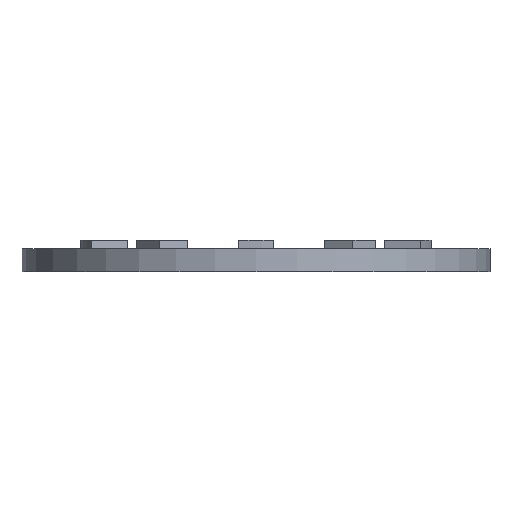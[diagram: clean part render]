
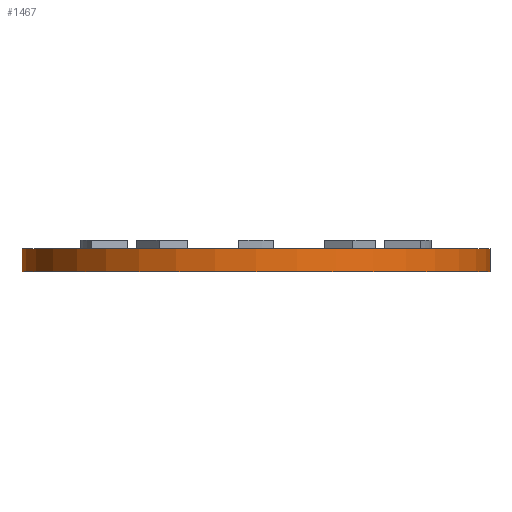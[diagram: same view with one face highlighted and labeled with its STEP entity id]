
A CAD part, front view. The second image highlights one B-rep face of the part: STEP entity #1467.
In plain terms, the highlighted cylindrical face has radius 86 mm (diameter 172 mm), a partial arc.
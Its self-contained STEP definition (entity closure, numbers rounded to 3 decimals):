
#29 = VERTEX_POINT ( 'NONE', #1122 ) ;
#42 = LINE ( 'NONE', #386, #1278 ) ;
#82 = CARTESIAN_POINT ( 'NONE',  ( -86., 0., 8.5 ) ) ;
#90 = CIRCLE ( 'NONE', #941, 86. ) ;
#186 = CIRCLE ( 'NONE', #261, 86. ) ;
#240 = VERTEX_POINT ( 'NONE', #1073 ) ;
#261 = AXIS2_PLACEMENT_3D ( 'NONE', #702, #1282, #831 ) ;
#272 = EDGE_CURVE ( 'NONE', #29, #1216, #42, .T. ) ;
#281 = CARTESIAN_POINT ( 'NONE',  ( 86., 0., 0. ) ) ;
#284 = DIRECTION ( 'NONE',  ( 1., 0., 0. ) ) ;
#386 = CARTESIAN_POINT ( 'NONE',  ( 86., 0., 8.5 ) ) ;
#530 = FACE_OUTER_BOUND ( 'NONE', #564, .T. ) ;
#539 = DIRECTION ( 'NONE',  ( 0., 0., -1. ) ) ;
#558 = VECTOR ( 'NONE', #539, 1000. ) ;
#564 = EDGE_LOOP ( 'NONE', ( #636, #671, #1440, #1320 ) ) ;
#636 = ORIENTED_EDGE ( 'NONE', *, *, #272, .F. ) ;
#671 = ORIENTED_EDGE ( 'NONE', *, *, #716, .F. ) ;
#702 = CARTESIAN_POINT ( 'NONE',  ( 0., 0., 0. ) ) ;
#716 = EDGE_CURVE ( 'NONE', #1362, #29, #90, .T. ) ;
#784 = LINE ( 'NONE', #1434, #558 ) ;
#831 = DIRECTION ( 'NONE',  ( 1., 0., 0. ) ) ;
#862 = CARTESIAN_POINT ( 'NONE',  ( 0., 0., 8.5 ) ) ;
#893 = CARTESIAN_POINT ( 'NONE',  ( 0., 0., 8.5 ) ) ;
#941 = AXIS2_PLACEMENT_3D ( 'NONE', #862, #1314, #284 ) ;
#950 = EDGE_CURVE ( 'NONE', #240, #1216, #186, .T. ) ;
#995 = CYLINDRICAL_SURFACE ( 'NONE', #1326, 86. ) ;
#1073 = CARTESIAN_POINT ( 'NONE',  ( -86., 0., 0. ) ) ;
#1122 = CARTESIAN_POINT ( 'NONE',  ( 86., 0., 8.5 ) ) ;
#1216 = VERTEX_POINT ( 'NONE', #281 ) ;
#1221 = DIRECTION ( 'NONE',  ( 0., 0., -1. ) ) ;
#1278 = VECTOR ( 'NONE', #1316, 1000. ) ;
#1282 = DIRECTION ( 'NONE',  ( 0., 0., 1. ) ) ;
#1314 = DIRECTION ( 'NONE',  ( 0., 0., 1. ) ) ;
#1316 = DIRECTION ( 'NONE',  ( 0., 0., -1. ) ) ;
#1320 = ORIENTED_EDGE ( 'NONE', *, *, #950, .T. ) ;
#1326 = AXIS2_PLACEMENT_3D ( 'NONE', #893, #1221, #1454 ) ;
#1344 = EDGE_CURVE ( 'NONE', #1362, #240, #784, .T. ) ;
#1362 = VERTEX_POINT ( 'NONE', #82 ) ;
#1434 = CARTESIAN_POINT ( 'NONE',  ( -86., 0., 8.5 ) ) ;
#1440 = ORIENTED_EDGE ( 'NONE', *, *, #1344, .T. ) ;
#1454 = DIRECTION ( 'NONE',  ( -1., 0., 0. ) ) ;
#1467 = ADVANCED_FACE ( 'NONE', ( #530 ), #995, .T. ) ;
